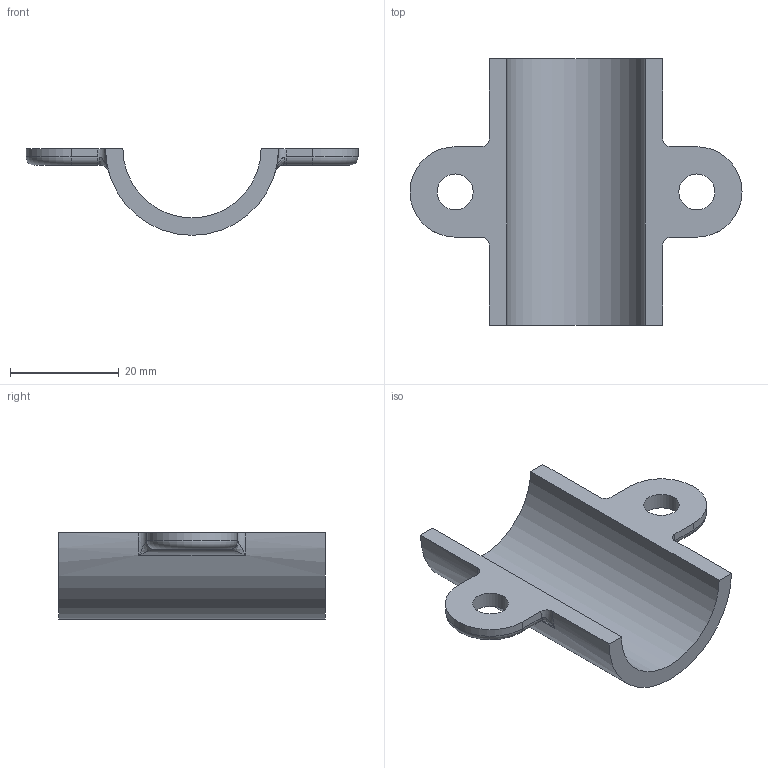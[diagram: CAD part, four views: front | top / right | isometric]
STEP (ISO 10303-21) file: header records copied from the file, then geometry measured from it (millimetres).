
FILE_DESCRIPTION(/* description */ (''),/* implementation_level */ '2;1');
FILE_NAME(/* name */ 'Brake Light 9V Battery Clamshell Bottom Half.step',/* time_stamp */ '2024-04-04T18:37:00-04:00',/* author */ (''),/* organization */ (''),/* preprocessor_version */ 'ST-DEVELOPER v20',/* originating_system */ 'Autodesk Translation Framework v12.20.1.177',/* authorisation */ '');
FILE_SCHEMA (('AUTOMOTIVE_DESIGN { 1 0 10303 214 3 1 1 }'));
Length unit declared in the file: millimetre
Products named in the file (1): Brake Light 9V Battery Clamshell
Bounding box: 61.01 x 49 x 15.9 mm (x, y, z)
Volume: 8110.4 mm3; surface area: 5920.4 mm2
Topology: 1 solids, 1 shells, 36 faces, 90 edges, 52 vertices
Faces by surface type: cylinder 12, plane 10, bspline 8, torus 6
Full cylindrical faces by diameter (mm): 6.604 x2
Entity records: 1354 total; most frequent: CARTESIAN_POINT 515, ORIENTED_EDGE 172, DIRECTION 166, EDGE_CURVE 86, AXIS2_PLACEMENT_3D 67, VERTEX_POINT 52, EDGE_LOOP 40, CIRCLE 38
